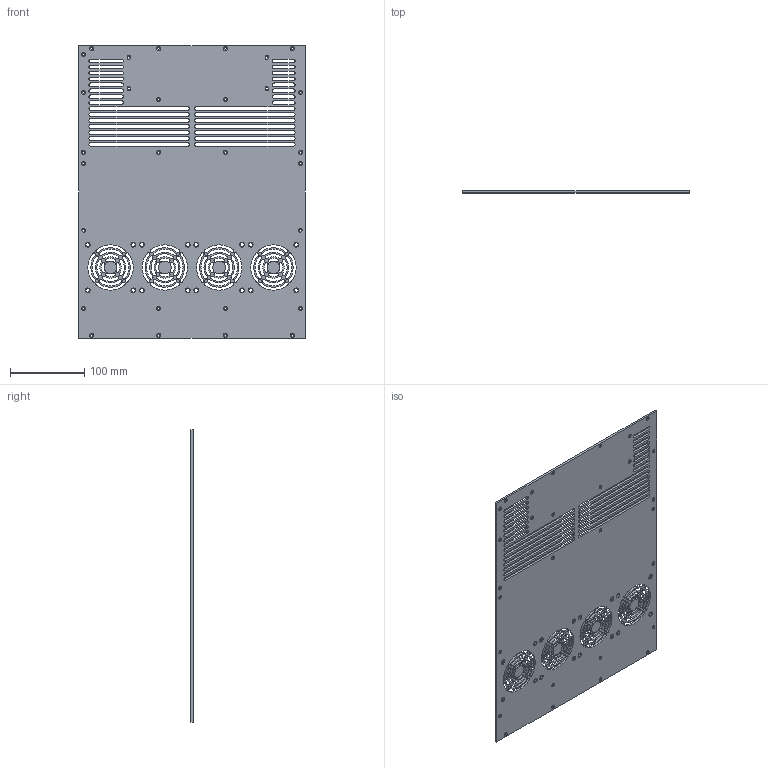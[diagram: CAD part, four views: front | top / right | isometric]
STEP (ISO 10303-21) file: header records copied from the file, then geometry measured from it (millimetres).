
FILE_DESCRIPTION (( 'STEP AP214' ), '1' );
FILE_NAME ('Backpanel.STEP', '2022-05-02T14:53:44', ( '' ), ( '' ), 'SwSTEP 2.0', 'SolidWorks 2022', '' );
FILE_SCHEMA (( 'AUTOMOTIVE_DESIGN' ));
Length unit declared in the file: millimetre
Products named in the file (1): Backpanel
Bounding box: 304 x 3 x 393 mm (x, y, z)
Volume: 298014.8 mm3; surface area: 231878.1 mm2
Topology: 1 solids, 1 shells, 658 faces, 1878 edges, 1222 vertices
Faces by surface type: cylinder 502, cone 90, plane 66
Entity records: 22546 total; most frequent: DIRECTION 4290, CARTESIAN_POINT 3759, ORIENTED_EDGE 3756, EDGE_CURVE 1878, AXIS2_PLACEMENT_3D 1753, VERTEX_POINT 1222, CIRCLE 1094, EDGE_LOOP 936
